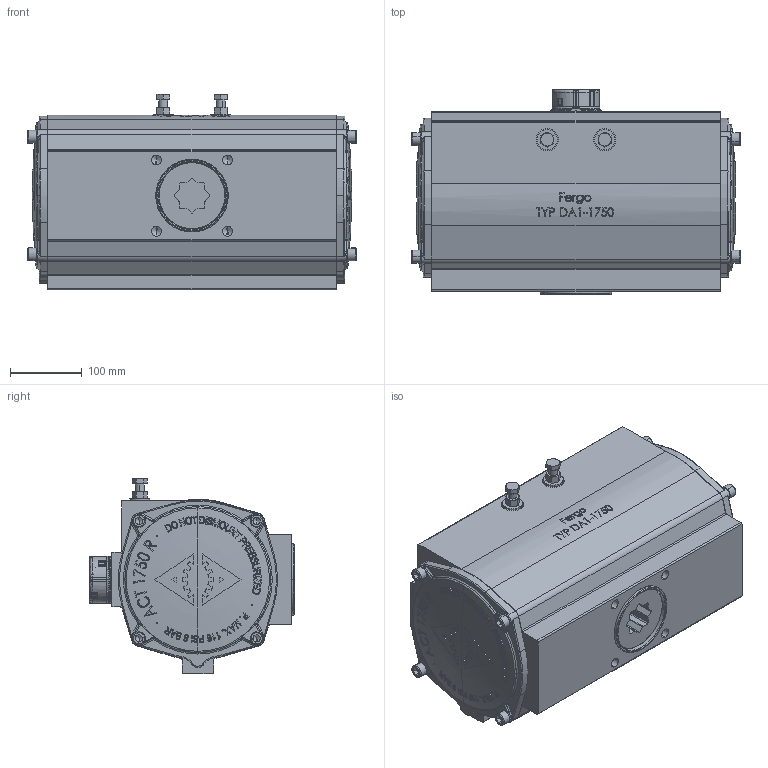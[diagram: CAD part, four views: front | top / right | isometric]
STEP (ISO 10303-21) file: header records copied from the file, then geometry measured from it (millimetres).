
FILE_DESCRIPTION (( 'STEP AP214' ), '1' );
FILE_NAME ('DA1750-Pneumatischer-Doppeltwirkend-Schwenkantrieb-Fergo.STEP', '2022-11-11T13:34:01', ( '' ), ( '' ), 'SwSTEP 2.0', 'SolidWorks 2022', '' );
FILE_SCHEMA (( 'AUTOMOTIVE_DESIGN' ));
Length unit declared in the file: millimetre
Products named in the file (1): DA1750-Pneumatischer-Doppeltwirkend-Schwenkantrieb-Fergo
Bounding box: 457 x 284.28 x 272 mm (x, y, z)
Volume: 7001324.6 mm3; surface area: 1114677.9 mm2
Topology: 33 solids, 33 shells, 5321 faces, 14403 edges, 9237 vertices
Faces by surface type: plane 2777, cylinder 1096, bspline 693, cone 266, sphere 253, torus 236
Entity records: 229109 total; most frequent: CARTESIAN_POINT 95827, ORIENTED_EDGE 28444, DIRECTION 27321, EDGE_CURVE 14222, AXIS2_PLACEMENT_3D 10753, VERTEX_POINT 9224, CIRCLE 6124, LINE 5815
